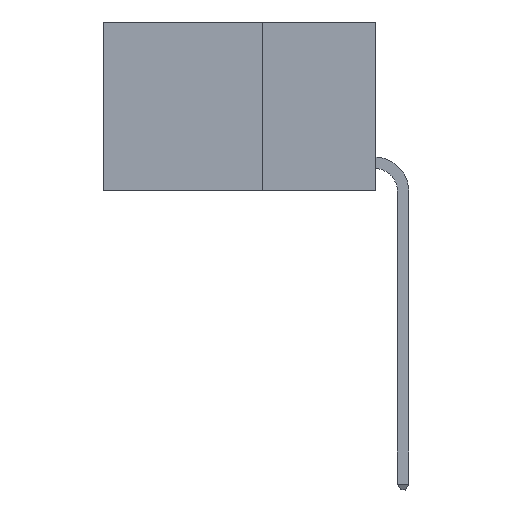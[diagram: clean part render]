
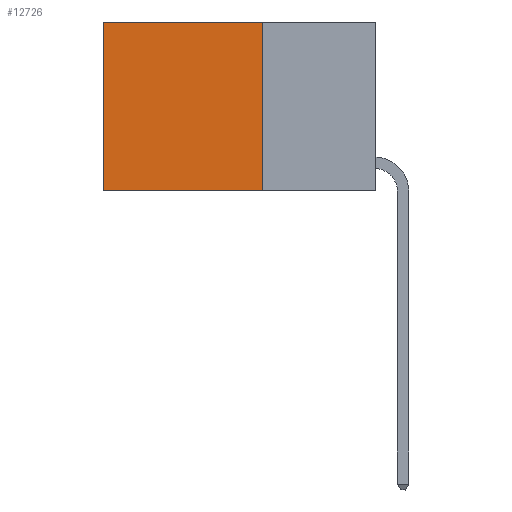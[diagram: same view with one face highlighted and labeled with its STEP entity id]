
A CAD part, left-side view. The second image highlights one B-rep face of the part: STEP entity #12726.
In plain terms, the highlighted planar face has unit normal (-1, 0, 0).
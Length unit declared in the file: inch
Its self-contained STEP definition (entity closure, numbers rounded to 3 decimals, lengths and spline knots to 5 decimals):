
#125 = CARTESIAN_POINT ( 'NONE',  ( 0.2625, 0.25, 0. ) ) ;
#236 = DIRECTION ( 'NONE',  ( 0., 0., -1. ) ) ;
#344 = CARTESIAN_POINT ( 'NONE',  ( 0.2625, 0.25, -0.37 ) ) ;
#1085 = LINE ( 'NONE', #15513, #4148 ) ;
#1914 = VERTEX_POINT ( 'NONE', #11332 ) ;
#2093 = ORIENTED_EDGE ( 'NONE', *, *, #14385, .F. ) ;
#2912 = VECTOR ( 'NONE', #9357, 39.37008 ) ;
#3316 = ORIENTED_EDGE ( 'NONE', *, *, #13833, .T. ) ;
#4028 = ORIENTED_EDGE ( 'NONE', *, *, #10780, .F. ) ;
#4148 = VECTOR ( 'NONE', #9310, 39.37008 ) ;
#4966 = CARTESIAN_POINT ( 'NONE',  ( 0.2625, 0.25, 0. ) ) ;
#5166 = VECTOR ( 'NONE', #11758, 39.37008 ) ;
#6708 = PLANE ( 'NONE',  #9735 ) ;
#6722 = LINE ( 'NONE', #344, #2912 ) ;
#7117 = VERTEX_POINT ( 'NONE', #11218 ) ;
#7520 = ORIENTED_EDGE ( 'NONE', *, *, #7813, .T. ) ;
#7813 = EDGE_CURVE ( 'NONE', #9343, #14491, #11427, .T. ) ;
#7962 = DIRECTION ( 'NONE',  ( 1., 0., 0. ) ) ;
#8467 = EDGE_LOOP ( 'NONE', ( #3316, #2093, #4028, #7520 ) ) ;
#9310 = DIRECTION ( 'NONE',  ( 0., 0., -1. ) ) ;
#9343 = VERTEX_POINT ( 'NONE', #4966 ) ;
#9357 = DIRECTION ( 'NONE',  ( 0., 1., 0. ) ) ;
#9611 = VECTOR ( 'NONE', #14129, 39.37008 ) ;
#9735 = AXIS2_PLACEMENT_3D ( 'NONE', #15455, #7962, #236 ) ;
#10523 = CARTESIAN_POINT ( 'NONE',  ( 0.2625, 0.25, 0. ) ) ;
#10780 = EDGE_CURVE ( 'NONE', #9343, #1914, #16199, .T. ) ;
#11218 = CARTESIAN_POINT ( 'NONE',  ( 0.2625, 0.6, -0.37 ) ) ;
#11332 = CARTESIAN_POINT ( 'NONE',  ( 0.2625, 0.25, -0.37 ) ) ;
#11427 = LINE ( 'NONE', #10523, #5166 ) ;
#11758 = DIRECTION ( 'NONE',  ( 0., 1., 0. ) ) ;
#12028 = CARTESIAN_POINT ( 'NONE',  ( 0.2625, 0.6, 0. ) ) ;
#12726 = ADVANCED_FACE ( 'NONE', ( #14035 ), #6708, .F. ) ;
#13833 = EDGE_CURVE ( 'NONE', #14491, #7117, #1085, .T. ) ;
#14035 = FACE_OUTER_BOUND ( 'NONE', #8467, .T. ) ;
#14129 = DIRECTION ( 'NONE',  ( 0., 0., -1. ) ) ;
#14385 = EDGE_CURVE ( 'NONE', #1914, #7117, #6722, .T. ) ;
#14491 = VERTEX_POINT ( 'NONE', #12028 ) ;
#15455 = CARTESIAN_POINT ( 'NONE',  ( 0.2625, 0.25, 0. ) ) ;
#15513 = CARTESIAN_POINT ( 'NONE',  ( 0.2625, 0.6, 0. ) ) ;
#16199 = LINE ( 'NONE', #125, #9611 ) ;
